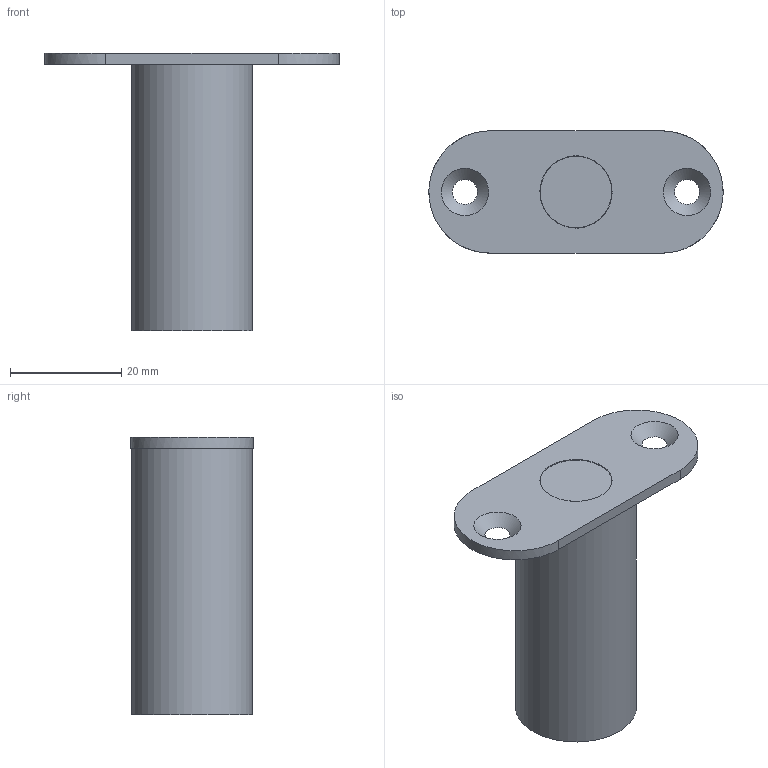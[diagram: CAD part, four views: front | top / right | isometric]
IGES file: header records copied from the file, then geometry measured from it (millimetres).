
Global section: file name: 20-117-1200-X-3D; native system: Autodesk Inventor 2021; preprocessor: unknown; author: Bo; date: 20210426.192419; units: inch
Bounding box: 52.98 x 22 x 50 mm (x, y, z)
Volume: 13130.9 mm3; surface area: 11212.5 mm2
Topology: 1 solids, 1 shells, 35 faces, 92 edges, 67 vertices
Faces by surface type: bspline 35
